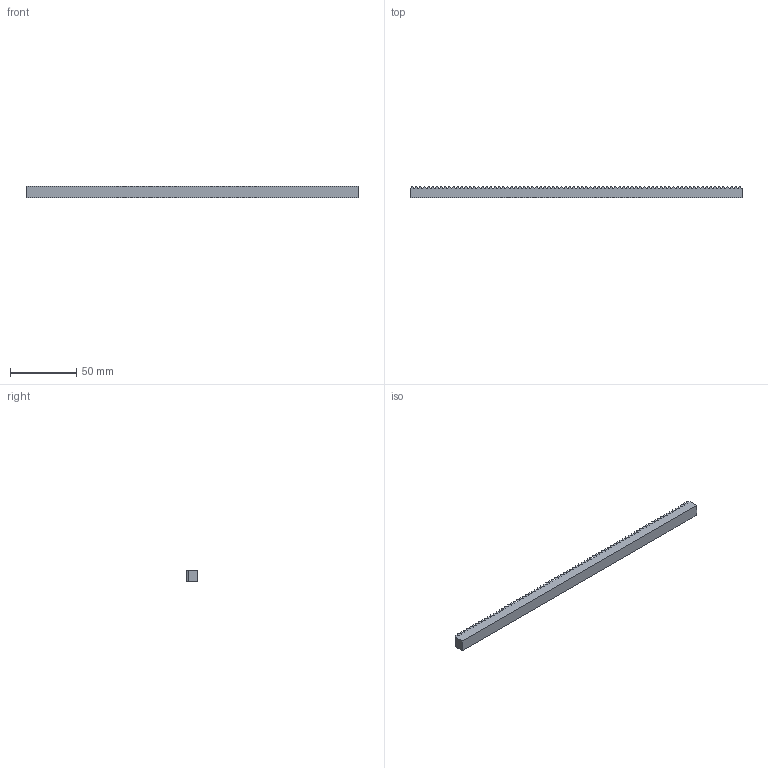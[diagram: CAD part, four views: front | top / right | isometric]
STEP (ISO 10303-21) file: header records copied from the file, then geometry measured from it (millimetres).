
FILE_DESCRIPTION(/* description */ (''),/* implementation_level */ '2;1');
FILE_NAME(/* name */ 'Tandheugel Module 1.stp',/* time_stamp */ '2018-02-17T12:39:07+01:00',/* author */ ('Gebruiker'),/* organization */ (''),/* preprocessor_version */ 'ST-DEVELOPER v16.5',/* originating_system */ 'Autodesk Inventor 2017',/* authorisation */ '');
FILE_SCHEMA (('AUTOMOTIVE_DESIGN { 1 0 10303 214 3 1 1 }'));
Length unit declared in the file: millimetre
Products named in the file (1): Tandheugel Module 1
Bounding box: 250 x 8.9 x 9 mm (x, y, z)
Volume: 17775 mm3; surface area: 10468.6 mm2
Topology: 1 solids, 1 shells, 326 faces, 972 edges, 648 vertices
Faces by surface type: plane 326
Entity records: 10746 total; most frequent: CARTESIAN_POINT 1947, ORIENTED_EDGE 1944, DIRECTION 1626, LINE 972, VECTOR 972, EDGE_CURVE 972, VERTEX_POINT 648, AXIS2_PLACEMENT_3D 327
